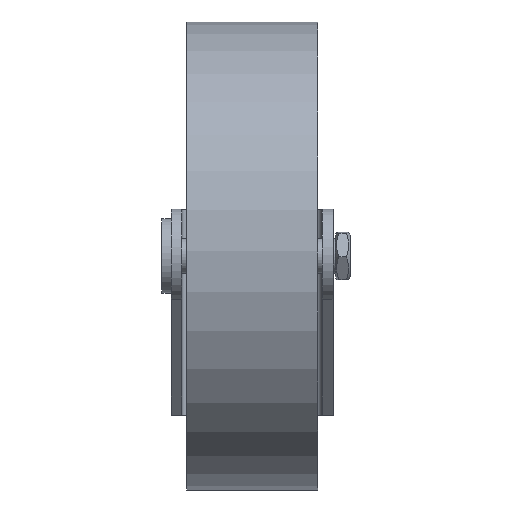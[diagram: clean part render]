
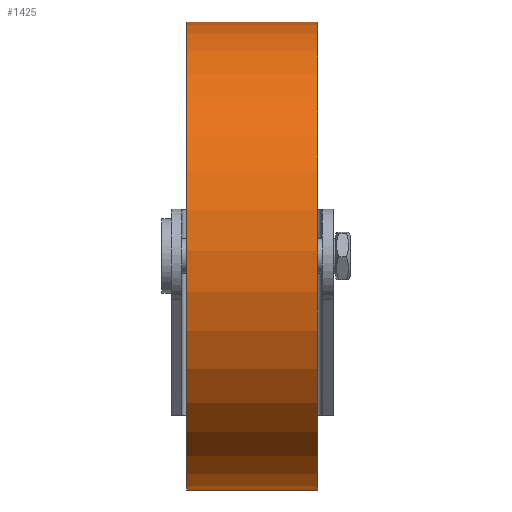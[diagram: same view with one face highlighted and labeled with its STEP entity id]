
A CAD part, front view. The second image highlights one B-rep face of the part: STEP entity #1425.
In plain terms, the highlighted cylindrical face has radius 50 mm (diameter 100 mm), a full revolution.
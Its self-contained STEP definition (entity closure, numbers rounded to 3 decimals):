
#216=FACE_OUTER_BOUND('',#318,.T.);
#318=EDGE_LOOP('',(#1256,#1257,#1258,#1259,#1260,#1261));
#386=LINE('',#2676,#450);
#450=VECTOR('',#2242,50.);
#564=CIRCLE('',#1760,50.);
#565=CIRCLE('',#1761,50.);
#576=CIRCLE('',#1776,50.);
#577=CIRCLE('',#1777,50.);
#696=VERTEX_POINT('',#2642);
#697=VERTEX_POINT('',#2643);
#706=VERTEX_POINT('',#2669);
#707=VERTEX_POINT('',#2670);
#880=EDGE_CURVE('',#696,#697,#564,.T.);
#881=EDGE_CURVE('',#697,#696,#565,.T.);
#893=EDGE_CURVE('',#706,#707,#576,.T.);
#894=EDGE_CURVE('',#707,#706,#577,.T.);
#896=EDGE_CURVE('',#707,#697,#386,.T.);
#1256=ORIENTED_EDGE('',*,*,#893,.F.);
#1257=ORIENTED_EDGE('',*,*,#894,.F.);
#1258=ORIENTED_EDGE('',*,*,#896,.T.);
#1259=ORIENTED_EDGE('',*,*,#881,.T.);
#1260=ORIENTED_EDGE('',*,*,#880,.T.);
#1261=ORIENTED_EDGE('',*,*,#896,.F.);
#1355=CYLINDRICAL_SURFACE('',#1780,50.);
#1425=ADVANCED_FACE('',(#216),#1355,.T.);
#1760=AXIS2_PLACEMENT_3D('',#2644,#2199,#2200);
#1761=AXIS2_PLACEMENT_3D('',#2645,#2201,#2202);
#1776=AXIS2_PLACEMENT_3D('',#2671,#2232,#2233);
#1777=AXIS2_PLACEMENT_3D('',#2672,#2234,#2235);
#1780=AXIS2_PLACEMENT_3D('',#2675,#2240,#2241);
#2199=DIRECTION('center_axis',(1.,0.,0.));
#2200=DIRECTION('ref_axis',(0.,0.,-1.));
#2201=DIRECTION('center_axis',(1.,0.,0.));
#2202=DIRECTION('ref_axis',(0.,0.,-1.));
#2232=DIRECTION('center_axis',(1.,0.,0.));
#2233=DIRECTION('ref_axis',(0.,0.,-1.));
#2234=DIRECTION('center_axis',(1.,0.,0.));
#2235=DIRECTION('ref_axis',(0.,0.,-1.));
#2240=DIRECTION('center_axis',(1.,0.,0.));
#2241=DIRECTION('ref_axis',(0.,1.,0.));
#2242=DIRECTION('',(-1.,0.,0.));
#2642=CARTESIAN_POINT('',(-14.,50.,0.));
#2643=CARTESIAN_POINT('',(-14.,-50.,0.));
#2644=CARTESIAN_POINT('Origin',(-14.,0.,0.));
#2645=CARTESIAN_POINT('Origin',(-14.,0.,0.));
#2669=CARTESIAN_POINT('',(14.,50.,0.));
#2670=CARTESIAN_POINT('',(14.,-50.,0.));
#2671=CARTESIAN_POINT('Origin',(14.,0.,0.));
#2672=CARTESIAN_POINT('Origin',(14.,0.,0.));
#2675=CARTESIAN_POINT('Origin',(0.,0.,0.));
#2676=CARTESIAN_POINT('',(0.,-50.,0.));
